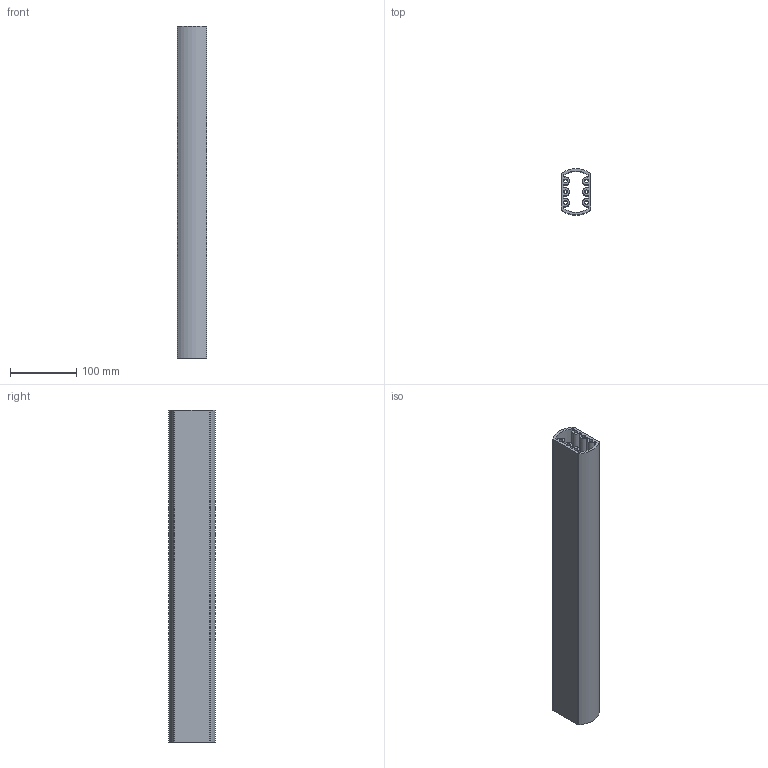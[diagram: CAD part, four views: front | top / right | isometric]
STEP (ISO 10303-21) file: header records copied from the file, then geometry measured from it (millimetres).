
FILE_DESCRIPTION (( 'STEP AP214' ), '1' );
FILE_NAME ('49441101.STEP', '2016-02-24T07:40:39', ( 'Macha' ), ( 'Hewlett-Packard Company' ), 'SwSTEP 2.0', 'SolidWorks 2015', '' );
FILE_SCHEMA (( 'AUTOMOTIVE_DESIGN' ));
Length unit declared in the file: millimetre
Products named in the file (2): 11627_Mit M6; 49441101
Assembly tree (1 placements, depth 2):
  49441101
    11627_Mit M6
Bounding box: 45 x 70 x 500 mm (x, y, z)
Volume: 580699.6 mm3; surface area: 279837.2 mm2
Topology: 1 solids, 1 shells, 67 faces, 185 edges, 122 vertices
Faces by surface type: cylinder 49, plane 14, cone 4
Entity records: 2283 total; most frequent: DIRECTION 429, CARTESIAN_POINT 378, ORIENTED_EDGE 370, EDGE_CURVE 185, AXIS2_PLACEMENT_3D 173, VERTEX_POINT 122, CIRCLE 102, EDGE_LOOP 83
